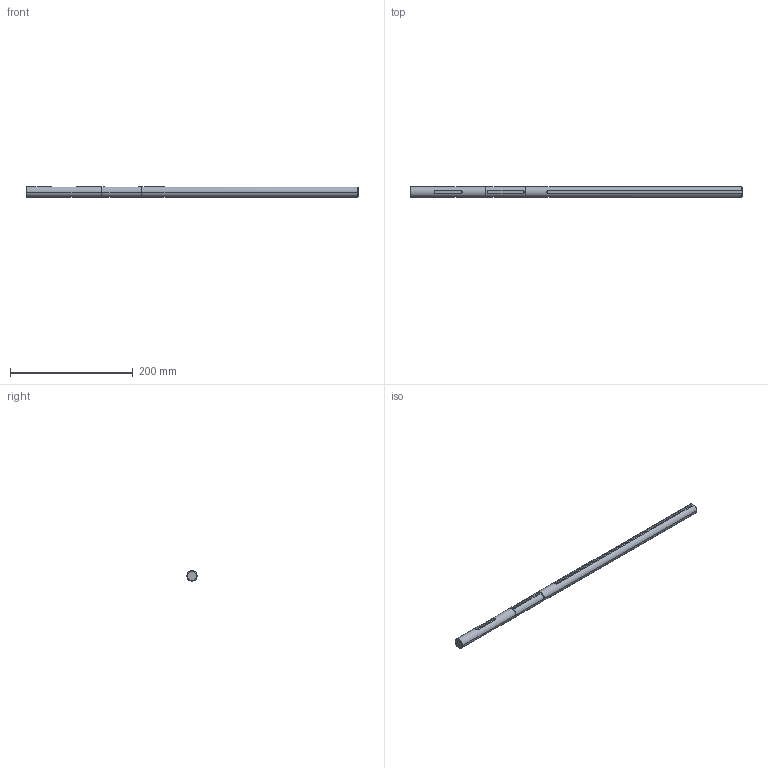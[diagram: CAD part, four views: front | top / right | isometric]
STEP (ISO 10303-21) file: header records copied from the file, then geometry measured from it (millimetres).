
FILE_DESCRIPTION(('CATIA V5 STEP Exchange'),'2;1');
FILE_NAME('arbre 5B.stp','2019-03-07T20:17:32+00:00',('none'),('none'),'CATIA Version 5 Release 20 GA (IN-10)','CATIA V5 STEP AP203','none');
FILE_SCHEMA(('CONFIG_CONTROL_DESIGN'));
Length unit declared in the file: millimetre
Products named in the file (1): arbre 5
Bounding box: 540 x 17 x 17 mm (x, y, z)
Volume: 116341.3 mm3; surface area: 31685.5 mm2
Topology: 1 solids, 1 shells, 35 faces, 77 edges, 50 vertices
Faces by surface type: plane 15, cylinder 15, cone 5
Entity records: 972 total; most frequent: CARTESIAN_POINT 228, ORIENTED_EDGE 154, DIRECTION 110, EDGE_CURVE 77, AXIS2_PLACEMENT_3D 52, VERTEX_POINT 50, EDGE_LOOP 41, VECTOR 39
